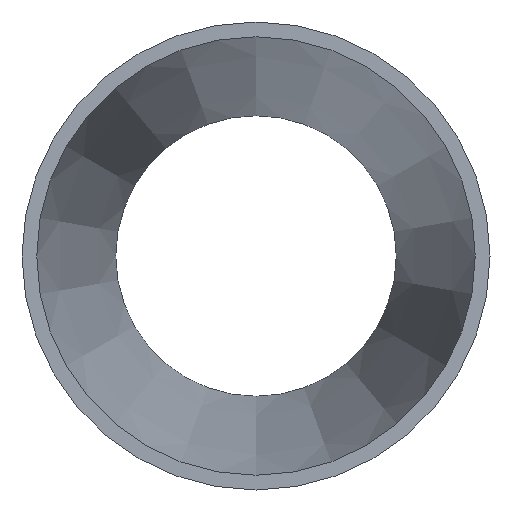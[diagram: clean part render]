
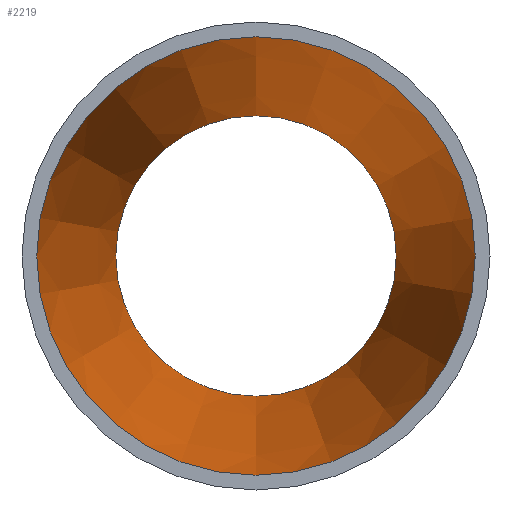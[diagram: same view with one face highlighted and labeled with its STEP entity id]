
A CAD part, front view. The second image highlights one B-rep face of the part: STEP entity #2219.
In plain terms, the highlighted conical face has half-angle 8.088 degrees and reference radius 29.98 mm.
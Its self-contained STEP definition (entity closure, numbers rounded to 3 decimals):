
#909 = EDGE_LOOP ( 'NONE', ( #12761 ) ) ;
#958 = VERTEX_POINT ( 'NONE', #2071 ) ;
#1892 = DIRECTION ( 'NONE',  ( 0., 0., -1. ) ) ;
#2071 = CARTESIAN_POINT ( 'NONE',  ( 0., 0., -29.98 ) ) ;
#2219 = ADVANCED_FACE ( 'NONE', ( #11124, #18824 ), #18878, .F. ) ;
#3571 = VERTEX_POINT ( 'NONE', #9702 ) ;
#5016 = DIRECTION ( 'NONE',  ( 0., -1., 0. ) ) ;
#5686 = EDGE_CURVE ( 'NONE', #958, #958, #14312, .T. ) ;
#6431 = CARTESIAN_POINT ( 'NONE',  ( 0., 0., 0. ) ) ;
#9002 = DIRECTION ( 'NONE',  ( 0., -1., 0. ) ) ;
#9192 = DIRECTION ( 'NONE',  ( 0., 0., -1. ) ) ;
#9370 = EDGE_CURVE ( 'NONE', #3571, #3571, #12583, .T. ) ;
#9702 = CARTESIAN_POINT ( 'NONE',  ( 0., 76., -19.18 ) ) ;
#11124 = FACE_BOUND ( 'NONE', #15003, .T. ) ;
#11401 = AXIS2_PLACEMENT_3D ( 'NONE', #18498, #9002, #9192 ) ;
#11597 = DIRECTION ( 'NONE',  ( 0., 0., -1. ) ) ;
#12583 = CIRCLE ( 'NONE', #14213, 19.18 ) ;
#12761 = ORIENTED_EDGE ( 'NONE', *, *, #5686, .T. ) ;
#12815 = AXIS2_PLACEMENT_3D ( 'NONE', #6431, #5016, #1892 ) ;
#13113 = DIRECTION ( 'NONE',  ( 0., -1., 0. ) ) ;
#14213 = AXIS2_PLACEMENT_3D ( 'NONE', #16102, #13113, #11597 ) ;
#14312 = CIRCLE ( 'NONE', #11401, 29.98 ) ;
#14932 = ORIENTED_EDGE ( 'NONE', *, *, #9370, .F. ) ;
#15003 = EDGE_LOOP ( 'NONE', ( #14932 ) ) ;
#16102 = CARTESIAN_POINT ( 'NONE',  ( 0., 76., 0. ) ) ;
#18498 = CARTESIAN_POINT ( 'NONE',  ( 0., 0., 0. ) ) ;
#18824 = FACE_OUTER_BOUND ( 'NONE', #909, .T. ) ;
#18878 = CONICAL_SURFACE ( 'NONE', #12815, 29.98, 0.141 ) ;
